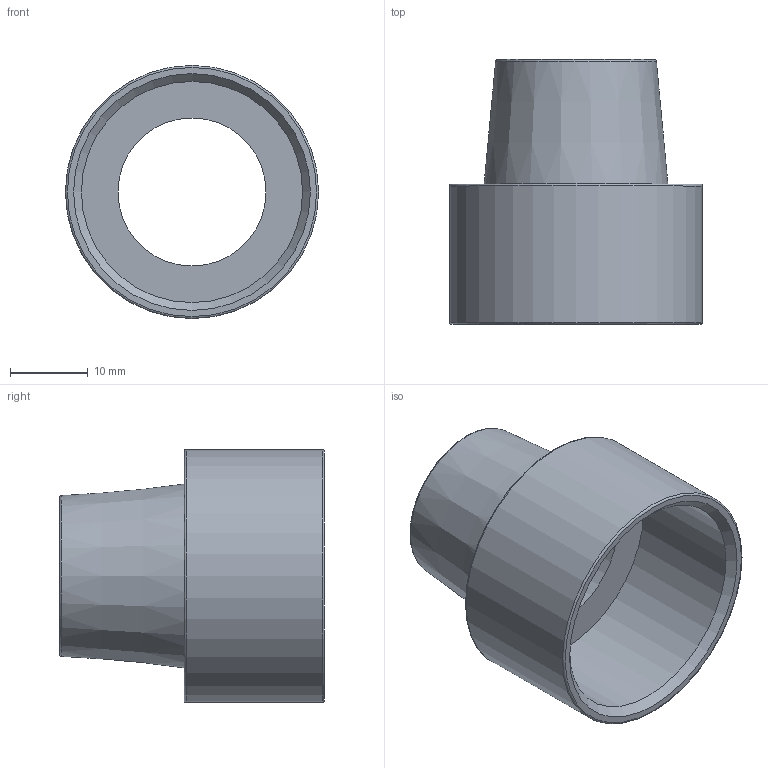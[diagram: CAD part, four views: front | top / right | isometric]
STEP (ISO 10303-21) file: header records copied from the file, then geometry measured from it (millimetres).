
FILE_DESCRIPTION(/* description */ (''),/* implementation_level */ '2;1');
FILE_NAME(/* name */ 'CASQUILLO EXTERIOR.step',/* time_stamp */ '2020-04-04T01:26:18+02:00',/* author */ (''),/* organization */ (''),/* preprocessor_version */ 'ST-DEVELOPER v18',/* originating_system */ 'Autodesk Translation Framework v8.12.0.6',/* authorisation */ '');
FILE_SCHEMA (('AUTOMOTIVE_DESIGN { 1 0 10303 214 3 1 1 }'));
Length unit declared in the file: millimetre
Products named in the file (1): CASQUILLO EXTERIOR_V2
Bounding box: 32.5 x 34 x 32.5 mm (x, y, z)
Volume: 5783.6 mm3; surface area: 6347.8 mm2
Topology: 1 solids, 1 shells, 13 faces, 36 edges, 27 vertices
Faces by surface type: plane 4, cylinder 3, torus 3, cone 3
Full cylindrical faces by diameter (mm): 19 x1, 28.4 x1, 32.5 x1
Entity records: 509 total; most frequent: DIRECTION 94, CARTESIAN_POINT 77, ORIENTED_EDGE 72, AXIS2_PLACEMENT_3D 44, EDGE_CURVE 36, CIRCLE 30, VERTEX_POINT 27, EDGE_LOOP 17
